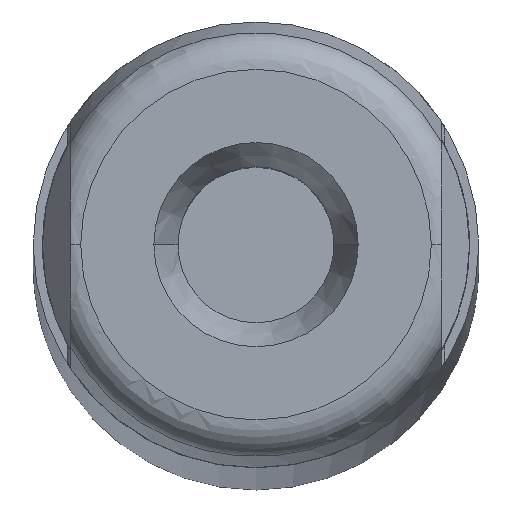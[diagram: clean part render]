
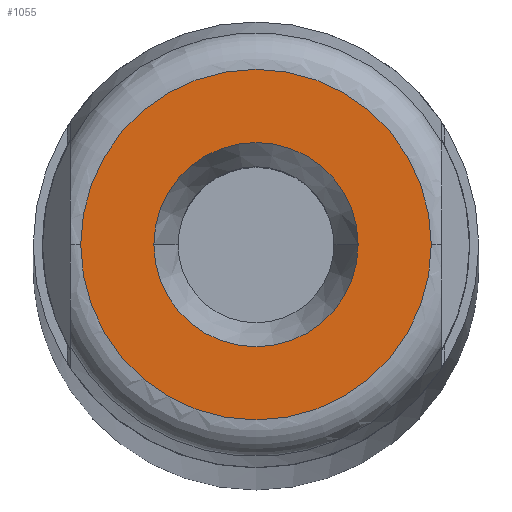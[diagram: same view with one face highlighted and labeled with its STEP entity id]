
A CAD part, top view. The second image highlights one B-rep face of the part: STEP entity #1055.
In plain terms, the highlighted planar face has unit normal (0, 0, 1).
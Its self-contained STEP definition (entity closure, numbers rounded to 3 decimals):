
#700 = CIRCLE ( 'NONE', #719, 4.72 ) ;
#716 = DIRECTION ( 'NONE',  ( 1., 0., 0. ) ) ;
#717 = DIRECTION ( 'NONE',  ( 0., 0., 1. ) ) ;
#718 = CARTESIAN_POINT ( 'NONE',  ( 0., 0., 0. ) ) ;
#719 = AXIS2_PLACEMENT_3D ( 'NONE', #718, #717, #716 ) ;
#728 = DIRECTION ( 'NONE',  ( 0., 0., 1. ) ) ;
#729 = CARTESIAN_POINT ( 'NONE',  ( 0., 0., 0. ) ) ;
#730 = AXIS2_PLACEMENT_3D ( 'NONE', #729, #728, #794 ) ;
#731 = CIRCLE ( 'NONE', #730, 2.75 ) ;
#732 = DIRECTION ( 'NONE',  ( -1., 0., 0. ) ) ;
#733 = DIRECTION ( 'NONE',  ( 0., 0., -1. ) ) ;
#734 = CARTESIAN_POINT ( 'NONE',  ( 0., 0., 0. ) ) ;
#735 = AXIS2_PLACEMENT_3D ( 'NONE', #734, #733, #732 ) ;
#736 = PLANE ( 'NONE',  #735 ) ;
#737 = FACE_OUTER_BOUND ( 'NONE', #1049, .T. ) ;
#738 = FACE_BOUND ( 'NONE', #1056, .T. ) ;
#794 = DIRECTION ( 'NONE',  ( 1., 0., 0. ) ) ;
#899 = CARTESIAN_POINT ( 'NONE',  ( -4.72, 0., 0. ) ) ;
#924 = DIRECTION ( 'NONE',  ( 1., 0., 0. ) ) ;
#925 = DIRECTION ( 'NONE',  ( 0., 0., 1. ) ) ;
#926 = CARTESIAN_POINT ( 'NONE',  ( 0., 0., 0. ) ) ;
#927 = AXIS2_PLACEMENT_3D ( 'NONE', #926, #925, #924 ) ;
#941 = CARTESIAN_POINT ( 'NONE',  ( 2.75, 0., 0. ) ) ;
#964 = CIRCLE ( 'NONE', #927, 2.75 ) ;
#1024 = ORIENTED_EDGE ( 'NONE', *, *, #1025, .T. ) ;
#1025 = EDGE_CURVE ( 'NONE', #1158, #1265, #700, .T. ) ;
#1048 = ORIENTED_EDGE ( 'NONE', *, *, #1191, .F. ) ;
#1049 = EDGE_LOOP ( 'NONE', ( #1050, #1024 ) ) ;
#1050 = ORIENTED_EDGE ( 'NONE', *, *, #1272, .T. ) ;
#1055 = ADVANCED_FACE ( 'NONE', ( #738, #737 ), #736, .F. ) ;
#1056 = EDGE_LOOP ( 'NONE', ( #1057, #1048 ) ) ;
#1057 = ORIENTED_EDGE ( 'NONE', *, *, #1058, .F. ) ;
#1058 = EDGE_CURVE ( 'NONE', #1182, #1223, #731, .T. ) ;
#1077 = CARTESIAN_POINT ( 'NONE',  ( -2.75, 0., 0. ) ) ;
#1158 = VERTEX_POINT ( 'NONE', #899 ) ;
#1182 = VERTEX_POINT ( 'NONE', #941 ) ;
#1191 = EDGE_CURVE ( 'NONE', #1223, #1182, #964, .T. ) ;
#1223 = VERTEX_POINT ( 'NONE', #1077 ) ;
#1265 = VERTEX_POINT ( 'NONE', #1494 ) ;
#1272 = EDGE_CURVE ( 'NONE', #1265, #1158, #1482, .T. ) ;
#1482 = CIRCLE ( 'NONE', #1555, 4.72 ) ;
#1494 = CARTESIAN_POINT ( 'NONE',  ( 4.72, 0., 0. ) ) ;
#1552 = DIRECTION ( 'NONE',  ( 1., 0., 0. ) ) ;
#1553 = DIRECTION ( 'NONE',  ( 0., 0., 1. ) ) ;
#1554 = CARTESIAN_POINT ( 'NONE',  ( 0., 0., 0. ) ) ;
#1555 = AXIS2_PLACEMENT_3D ( 'NONE', #1554, #1553, #1552 ) ;
